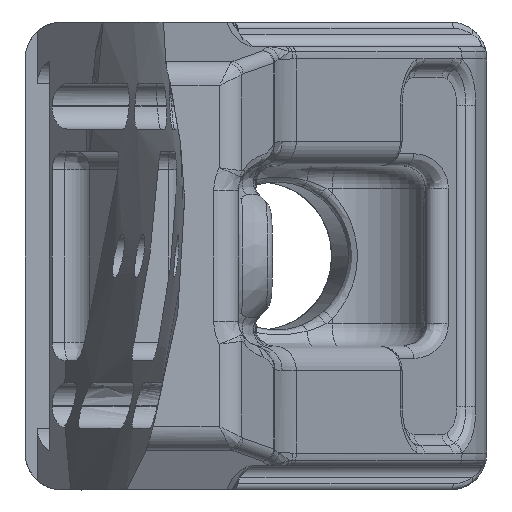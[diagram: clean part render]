
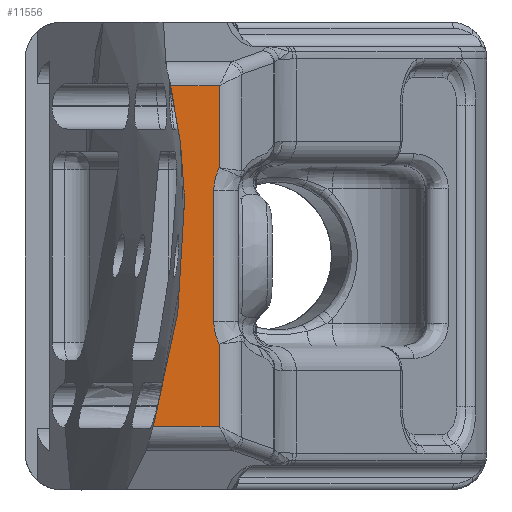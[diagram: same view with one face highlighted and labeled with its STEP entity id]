
A CAD part, front view. The second image highlights one B-rep face of the part: STEP entity #11556.
In plain terms, the highlighted planar face has unit normal (0, -1, 0).
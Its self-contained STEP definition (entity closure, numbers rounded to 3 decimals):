
#128=PLANE('',#12547);
#556=B_SPLINE_CURVE_WITH_KNOTS('',3,(#20370,#20371,#20372,#20373,#20374,
#20375,#20376,#20377,#20378,#20379,#20380,#20381,#20382,#20383,#20384,#20385,
#20386,#20387,#20388),.UNSPECIFIED.,.F.,.F.,(4,3,3,3,3,3,4),(2.661,
2.742,2.822,2.902,2.981,3.061,
3.142),.UNSPECIFIED.);
#558=B_SPLINE_CURVE_WITH_KNOTS('',3,(#20548,#20549,#20550,#20551,#20552,
#20553,#20554,#20555,#20556,#20557,#20558,#20559,#20560,#20561,#20562,#20563,
#20564,#20565,#20566),.UNSPECIFIED.,.F.,.F.,(4,3,3,3,3,3,4),(3.142,
3.221,3.3,3.381,3.461,3.541,
3.622),.UNSPECIFIED.);
#591=B_SPLINE_CURVE_WITH_KNOTS('',3,(#22659,#22660,#22661,#22662,#22663,
#22664),.UNSPECIFIED.,.F.,.F.,(4,2,4),(0.,1.398,
2.802),.UNSPECIFIED.);
#806=LINE('',#16815,#1573);
#936=LINE('',#20053,#1703);
#937=LINE('',#20182,#1704);
#940=LINE('',#20794,#1707);
#942=LINE('',#20862,#1709);
#1573=VECTOR('',#13436,1000.);
#1703=VECTOR('',#14220,1000.);
#1704=VECTOR('',#14229,1000.);
#1707=VECTOR('',#14242,1000.);
#1709=VECTOR('',#14254,1000.);
#2761=FACE_OUTER_BOUND('',#3510,.T.);
#3510=EDGE_LOOP('',(#8501,#8502,#8503,#8504,#8505,#8506,#8507,#8508));
#4773=VERTEX_POINT('',#16805);
#4777=VERTEX_POINT('',#16813);
#5051=VERTEX_POINT('',#19947);
#5054=VERTEX_POINT('',#19979);
#5058=VERTEX_POINT('',#20105);
#5063=VERTEX_POINT('',#20408);
#5068=VERTEX_POINT('',#20720);
#5073=VERTEX_POINT('',#20849);
#5850=EDGE_CURVE('',#4773,#4777,#806,.T.);
#6259=EDGE_CURVE('',#5051,#5054,#936,.T.);
#6265=EDGE_CURVE('',#5054,#5058,#937,.T.);
#6273=EDGE_CURVE('',#5058,#4773,#556,.T.);
#6275=EDGE_CURVE('',#4777,#5063,#558,.T.);
#6284=EDGE_CURVE('',#5063,#5068,#940,.T.);
#6292=EDGE_CURVE('',#5068,#5073,#942,.T.);
#6375=EDGE_CURVE('',#5051,#5073,#591,.T.);
#8501=ORIENTED_EDGE('',*,*,#6375,.F.);
#8502=ORIENTED_EDGE('',*,*,#6259,.T.);
#8503=ORIENTED_EDGE('',*,*,#6265,.T.);
#8504=ORIENTED_EDGE('',*,*,#6273,.T.);
#8505=ORIENTED_EDGE('',*,*,#5850,.T.);
#8506=ORIENTED_EDGE('',*,*,#6275,.T.);
#8507=ORIENTED_EDGE('',*,*,#6284,.T.);
#8508=ORIENTED_EDGE('',*,*,#6292,.T.);
#11556=ADVANCED_FACE('',(#2761),#128,.F.);
#12547=AXIS2_PLACEMENT_3D('',#22658,#14379,#14380);
#13436=DIRECTION('',(0.,0.,1.));
#14220=DIRECTION('',(1.,0.,0.));
#14229=DIRECTION('',(0.,0.,1.));
#14242=DIRECTION('',(0.,0.,1.));
#14254=DIRECTION('',(-1.,0.,0.));
#14379=DIRECTION('center_axis',(0.,1.,0.));
#14380=DIRECTION('ref_axis',(1.,0.,0.));
#16805=CARTESIAN_POINT('',(21.852,-80.658,-5.309));
#16813=CARTESIAN_POINT('',(21.852,-80.658,5.309));
#16815=CARTESIAN_POINT('',(21.852,-80.658,-19.05));
#19947=CARTESIAN_POINT('',(16.95,-80.658,-13.82));
#19979=CARTESIAN_POINT('',(22.305,-80.658,-13.82));
#20053=CARTESIAN_POINT('',(23.546,-80.658,-13.82));
#20105=CARTESIAN_POINT('',(22.305,-80.658,-7.157));
#20182=CARTESIAN_POINT('',(22.305,-80.658,-19.05));
#20370=CARTESIAN_POINT('Ctrl Pts',(22.305,-80.658,-7.157));
#20371=CARTESIAN_POINT('Ctrl Pts',(22.256,-80.658,-7.063));
#20372=CARTESIAN_POINT('Ctrl Pts',(22.211,-80.658,-6.966));
#20373=CARTESIAN_POINT('Ctrl Pts',(22.169,-80.658,-6.868));
#20374=CARTESIAN_POINT('Ctrl Pts',(22.127,-80.658,-6.769));
#20375=CARTESIAN_POINT('Ctrl Pts',(22.089,-80.658,-6.669));
#20376=CARTESIAN_POINT('Ctrl Pts',(22.055,-80.658,-6.567));
#20377=CARTESIAN_POINT('Ctrl Pts',(22.022,-80.658,-6.465));
#20378=CARTESIAN_POINT('Ctrl Pts',(21.992,-80.658,-6.362));
#20379=CARTESIAN_POINT('Ctrl Pts',(21.967,-80.658,-6.258));
#20380=CARTESIAN_POINT('Ctrl Pts',(21.942,-80.658,-6.156));
#20381=CARTESIAN_POINT('Ctrl Pts',(21.921,-80.658,-6.052));
#20382=CARTESIAN_POINT('Ctrl Pts',(21.904,-80.658,-5.948));
#20383=CARTESIAN_POINT('Ctrl Pts',(21.887,-80.658,-5.841));
#20384=CARTESIAN_POINT('Ctrl Pts',(21.874,-80.658,-5.735));
#20385=CARTESIAN_POINT('Ctrl Pts',(21.865,-80.658,-5.628));
#20386=CARTESIAN_POINT('Ctrl Pts',(21.857,-80.658,-5.522));
#20387=CARTESIAN_POINT('Ctrl Pts',(21.852,-80.658,-5.415));
#20388=CARTESIAN_POINT('Ctrl Pts',(21.852,-80.658,-5.309));
#20408=CARTESIAN_POINT('',(22.305,-80.658,7.157));
#20548=CARTESIAN_POINT('Ctrl Pts',(21.852,-80.658,5.309));
#20549=CARTESIAN_POINT('Ctrl Pts',(21.852,-80.658,5.415));
#20550=CARTESIAN_POINT('Ctrl Pts',(21.857,-80.658,5.521));
#20551=CARTESIAN_POINT('Ctrl Pts',(21.865,-80.658,5.627));
#20552=CARTESIAN_POINT('Ctrl Pts',(21.873,-80.658,5.731));
#20553=CARTESIAN_POINT('Ctrl Pts',(21.886,-80.658,5.836));
#20554=CARTESIAN_POINT('Ctrl Pts',(21.903,-80.658,5.94));
#20555=CARTESIAN_POINT('Ctrl Pts',(21.919,-80.658,6.046));
#20556=CARTESIAN_POINT('Ctrl Pts',(21.941,-80.658,6.152));
#20557=CARTESIAN_POINT('Ctrl Pts',(21.966,-80.658,6.257));
#20558=CARTESIAN_POINT('Ctrl Pts',(21.992,-80.658,6.361));
#20559=CARTESIAN_POINT('Ctrl Pts',(22.021,-80.658,6.465));
#20560=CARTESIAN_POINT('Ctrl Pts',(22.055,-80.658,6.567));
#20561=CARTESIAN_POINT('Ctrl Pts',(22.089,-80.658,6.669));
#20562=CARTESIAN_POINT('Ctrl Pts',(22.127,-80.658,6.769));
#20563=CARTESIAN_POINT('Ctrl Pts',(22.169,-80.658,6.868));
#20564=CARTESIAN_POINT('Ctrl Pts',(22.211,-80.658,6.966));
#20565=CARTESIAN_POINT('Ctrl Pts',(22.256,-80.658,7.063));
#20566=CARTESIAN_POINT('Ctrl Pts',(22.305,-80.658,7.157));
#20720=CARTESIAN_POINT('',(22.305,-80.658,13.82));
#20794=CARTESIAN_POINT('',(22.305,-80.658,-19.05));
#20849=CARTESIAN_POINT('',(18.355,-80.658,13.82));
#20862=CARTESIAN_POINT('',(23.546,-80.658,13.82));
#22658=CARTESIAN_POINT('Origin',(23.546,-80.658,-19.05));
#22659=CARTESIAN_POINT('Ctrl Pts',(16.95,-80.658,-13.82));
#22660=CARTESIAN_POINT('Ctrl Pts',(18.23,-80.658,-9.34));
#22661=CARTESIAN_POINT('Ctrl Pts',(19.118,-80.658,-4.721));
#22662=CARTESIAN_POINT('Ctrl Pts',(19.699,-80.658,4.621));
#22663=CARTESIAN_POINT('Ctrl Pts',(19.383,-80.658,9.238));
#22664=CARTESIAN_POINT('Ctrl Pts',(18.355,-80.658,13.82));
